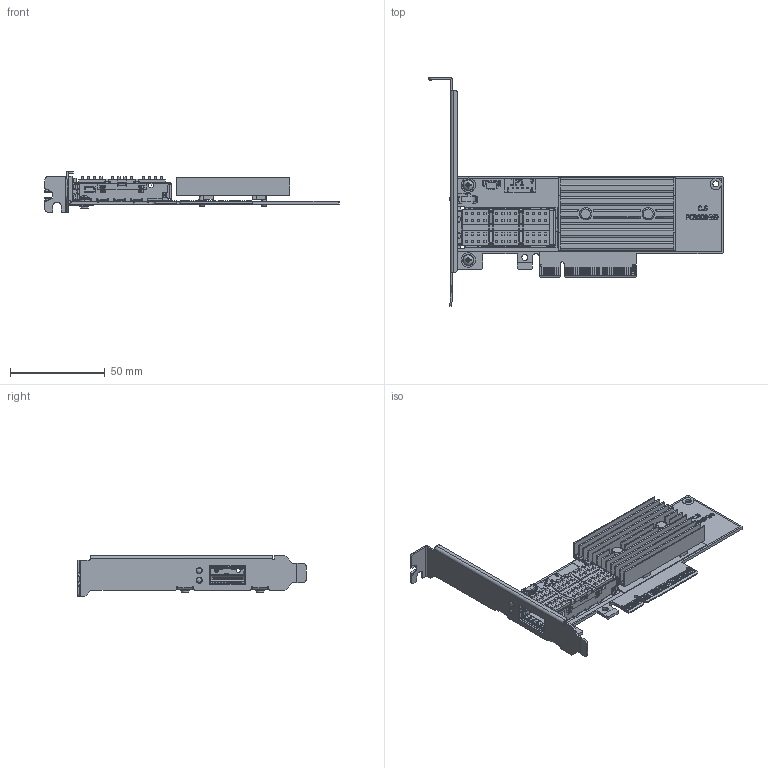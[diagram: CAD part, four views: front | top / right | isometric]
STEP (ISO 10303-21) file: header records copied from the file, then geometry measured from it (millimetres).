
FILE_DESCRIPTION(/* description */ ('KESTREL-3G CX3 BASED HCA PCB'),/* implementation_level */ '2;1');
FILE_NAME(/* name */ 'MCX313A-BCCT_A802.stp',/* time_stamp */ '2017-01-02T11:08:11+02:00',/* author */ ('yossin'),/* organization */ (''),/* preprocessor_version */ 'ST-DEVELOPER v16.1',/* originating_system */ 'Autodesk Inventor 2016',/* authorisation */ '');
FILE_SCHEMA (('AUTOMOTIVE_DESIGN { 1 0 10303 214 3 1 1 }'));
Products named in the file (19): PCB000459; ACC000129; CON000120; 102990162; SFG000575; SFG000575-DRW; MEC003258, KESTERL TALL BRACKET; EMI000006_KESTREL EMI GASKET; MA000572 KESTREL TALL BRACKET w GASKET; 303252022; #193738; 116254-2; HSK000065; HSK000065_1; MEC005242; MEC005242_Conical_Sping_Closed_state; MEC005242_1; MEC003932; SFG000575-DRW2
Assembly tree (24 placements, depth 4):
  SFG000575-DRW2
    SFG000575-DRW
      SFG000575
        PCB000459
        ACC000129
        CON000120
        102990162
    MA000572 KESTREL TALL BRACKET w GASKET
      MEC003258, KESTERL TALL BRACKET
      EMI000006_KESTREL EMI GASKET
    303252022  x2
    #193738  x2
    HSK000065_1
      116254-2  x4
      HSK000065
    MEC005242_1  x2
      MEC005242
      MEC005242_Conical_Sping_Closed_state
    MEC003932
Bounding box: 155.66 x 121.05 x 21.59 mm (x, y, z)
Volume: 24116.2 mm3; surface area: 47922.2 mm2
Topology: 116 solids, 116 shells, 5962 faces, 15880 edges, 10466 vertices
Faces by surface type: plane 3925, cylinder 1064, bspline 873, torus 44, cone 44, sphere 12
Full cylindrical faces by diameter (mm): 0.1 x4, 0.7 x2, 0.85 x7, 1.05 x12, 1.5 x12, 1.524 x2, 1.55 x2, 2.1 x2, 2.27 x2, 2.8 x2, 2.845 x2, 2.95 x2, 3 x1, 3.17 x2, 3.175 x2, 3.2 x2, 3.38 x2, 4 x4, 5.563 x2, 6.2 x2, 7.62 x3, 10 x2
Entity records: 193790 total; most frequent: CARTESIAN_POINT 47797, ORIENTED_EDGE 30868, DIRECTION 25966, EDGE_CURVE 15434, LINE 11412, VECTOR 11412, VERTEX_POINT 10238, AXIS2_PLACEMENT_3D 7277
